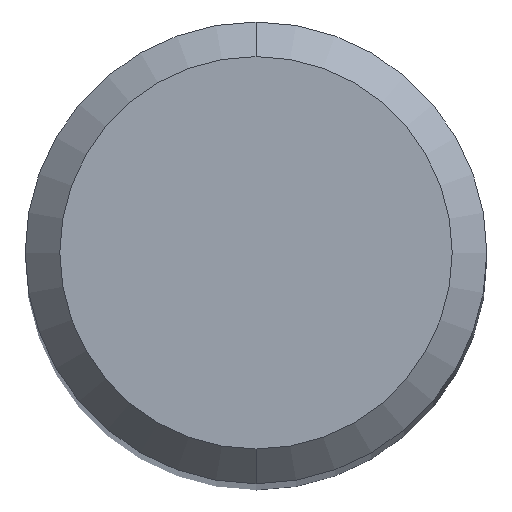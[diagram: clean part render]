
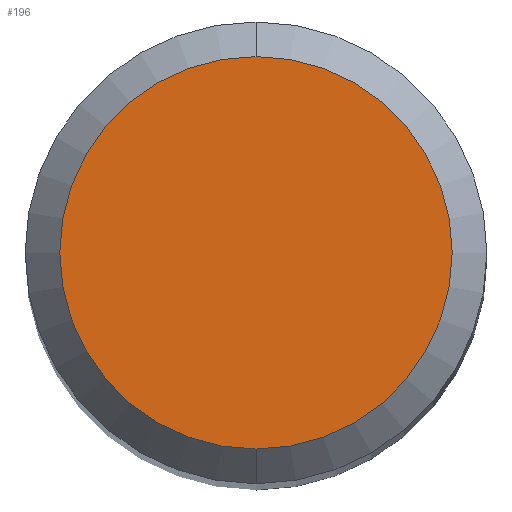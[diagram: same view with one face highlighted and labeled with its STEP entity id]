
A CAD part, top view. The second image highlights one B-rep face of the part: STEP entity #196.
In plain terms, the highlighted planar face has unit normal (0, 0, 1).
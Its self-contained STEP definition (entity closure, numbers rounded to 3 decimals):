
#166=VERTEX_POINT('',#342);
#180=EDGE_CURVE('',#166,#190,#357,.T.);
#190=VERTEX_POINT('',#367);
#196=ADVANCED_FACE('',(#373),#374,.T.);
#222=EDGE_CURVE('',#190,#166,#401,.T.);
#342=CARTESIAN_POINT('',(0.,-1.7,0.));
#357=CIRCLE('',#555,1.7);
#367=CARTESIAN_POINT('',(0.0,1.7,0.));
#373=FACE_OUTER_BOUND('',#574,.T.);
#374=PLANE('',#575);
#401=CIRCLE('',#609,1.7);
#555=AXIS2_PLACEMENT_3D('',#781,#782,#783);
#574=EDGE_LOOP('',(#794,#795));
#575=AXIS2_PLACEMENT_3D('',#796,#797,#798);
#609=AXIS2_PLACEMENT_3D('',#823,#824,#825);
#781=CARTESIAN_POINT('',(0.0,0.0,0.));
#782=DIRECTION('',(0.0,0.0,-1.0));
#783=DIRECTION('',(0.0,1.0,0.0));
#794=ORIENTED_EDGE('',*,*,#222,.F.);
#795=ORIENTED_EDGE('',*,*,#180,.F.);
#796=CARTESIAN_POINT('',(0.0,0.85,0.));
#797=DIRECTION('',(-0.0,0.0,1.0));
#798=DIRECTION('',(0.0,-1.0,0.0));
#823=CARTESIAN_POINT('',(0.0,0.0,0.));
#824=DIRECTION('',(0.0,0.0,-1.0));
#825=DIRECTION('',(0.0,1.0,0.0));
